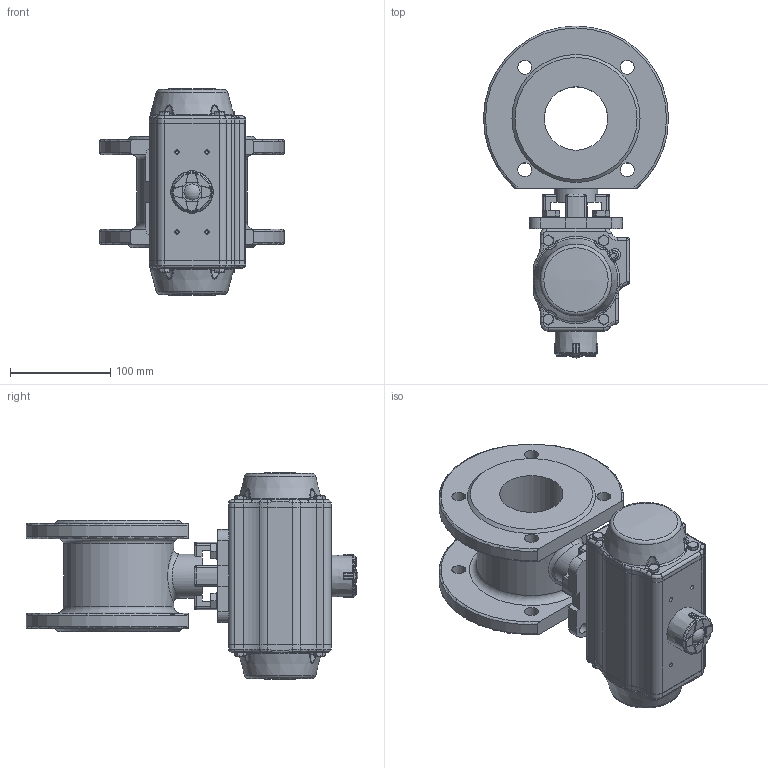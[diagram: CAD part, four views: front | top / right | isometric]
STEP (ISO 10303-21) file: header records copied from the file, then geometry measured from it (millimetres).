
FILE_DESCRIPTION(/* description */ ('Unknown','CAx-IF Rec.Pracs.---Representation and Presentation of Product Manufacturing Information (PMI)---4.0---2014-10-13','CAx-IF Rec.Pracs.---3D Tessellated Geometry---0.4---2014-09-14','2;1'),/* implementation_level */ '2;1');
FILE_NAME(/* name */ 'DW04 0931_0932-10',/* time_stamp */ '2023-09-22T08:01:40+02:00',/* author */ ('Unknown'),/* organization */ ('Unknown'),/* preprocessor_version */ 'ST-DEVELOPER v18.102',/* originating_system */ 'Solid Edge',/* authorisation */ 'Unknown');
FILE_SCHEMA (('AP242_MANAGED_MODEL_BASED_3D_ENGINEERING_MIM_LF { 1 0 10303 442 1 1 4 }'));
Length unit declared in the file: millimetre
Products named in the file (12): DW70-8.440.065; 8.440.065; DIN126-M8; M8x20; DW70_FR52; ____; ________(___________; _____________; ______; hex head bolts-full thread grade c gb_GB_FASTENER_BOLT_HHBFTC M6X20-N; cup head nib bolts with large head gb_GB_FASTENER_BOLT_CHNBW M6X25-N; KP-75
Assembly tree (26 placements, depth 4):
  DW70-8.440.065
    8.440.065
    DIN126-M8  x4
    M8x20  x4
    DW70_FR52
      ____
        ________(___________  x2
        _____________  x2
        ______
      hex head bolts-full thread grade c gb_GB_FASTENER_BOLT_HHBFTC M6X20-N  x8
      cup head nib bolts with large head gb_GB_FASTENER_BOLT_CHNBW M6X25-N
      KP-75
Bounding box: 184.98 x 331.9 x 206.95 mm (x, y, z)
Volume: 2897086.5 mm3; surface area: 287817.1 mm2
Topology: 24 solids, 24 shells, 1132 faces, 2716 edges, 1650 vertices
Faces by surface type: plane 373, cylinder 344, bspline 162, cone 137, torus 99, sphere 17
Full cylindrical faces by diameter (mm): 3 x18, 3.3 x8, 4.2 x8, 4.66 x1, 5 x13, 6 x9, 6.2 x1, 6.8 x4, 8 x4, 8.8 x2, 9 x8, 11 x4, 13.835 x8, 16 x4, 21.8 x1, 22 x1, 24.6 x1, 32 x3, 38.5 x1, 44 x1, 54.3 x1, 63.5 x1, 110 x1
Entity records: 35781 total; most frequent: CARTESIAN_POINT 16426, DIRECTION 3714, ORIENTED_EDGE 3608, EDGE_CURVE 1804, AXIS2_PLACEMENT_3D 1499, VERTEX_POINT 1191, FACE_BOUND 1037, EDGE_LOOP 1010
